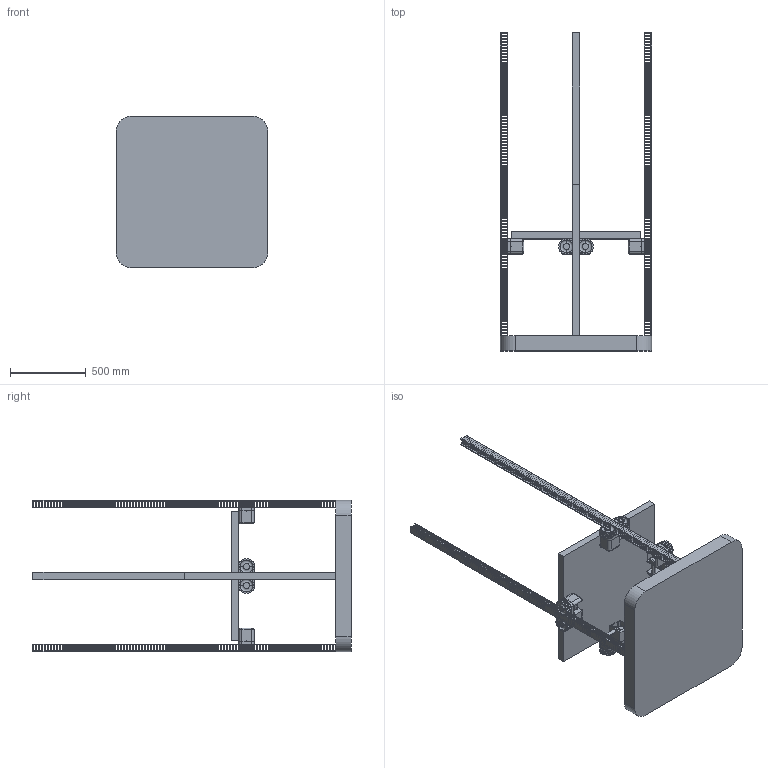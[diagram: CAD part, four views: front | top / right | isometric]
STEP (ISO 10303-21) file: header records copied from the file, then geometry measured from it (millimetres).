
FILE_DESCRIPTION((''),'2;1');
FILE_NAME('RMA_ELEVATOR_ASM','2020-08-16T21:11:26',('Connor Marshall'),(''),'CREO PARAMETRIC BY PTC INC, 2019471','CREO PARAMETRIC BY PTC INC, 2019471','');
FILE_SCHEMA(('CONFIG_CONTROL_DESIGN'));
Length unit declared in the file: millimetre
Products named in the file (19): RAIL_1M; CONTACT_GEAR; GEAR_PLATE; ROD_FIXTURE; SECONDARY_GEAR_A; SECONDARY_GEAR_B; TERTIARY_GEAR_A; TERTIARY_GEAR_B; ROD_FIXTURE_CAP; TOP_PLATE; 3MM_BOLT-NUT; MOTOR; 6MM_BOLT-NUT; ELECTRICAL; 2WAY_RATCHET; NASA_RESTRAINT_ASM; BASE; PLATFORM; RMA_ELEVATOR_ASM
Assembly tree (32 placements, depth 3):
  RMA_ELEVATOR_ASM
    NASA_RESTRAINT_ASM  x4
      RAIL_1M
      CONTACT_GEAR
      GEAR_PLATE
      ROD_FIXTURE
      SECONDARY_GEAR_A
      SECONDARY_GEAR_B
      TERTIARY_GEAR_A
      TERTIARY_GEAR_B
      ROD_FIXTURE_CAP
      TOP_PLATE
      3MM_BOLT-NUT
      MOTOR
      6MM_BOLT-NUT
      ELECTRICAL
      2WAY_RATCHET
    RAIL_1M  x4
    BASE
    PLATFORM
Bounding box: 1000 x 2100 x 1000 mm (x, y, z)
Volume: 150408214.9 mm3; surface area: 8100741.3 mm2
Topology: 94 solids, 94 shells, 7036 faces, 20132 edges, 13368 vertices
Faces by surface type: plane 6096, cylinder 852, torus 56, bspline 16, sphere 16
Entity records: 38510 total; most frequent: CARTESIAN_POINT 7052, ORIENTED_EDGE 6616, DIRECTION 6116, EDGE_CURVE 3308, VECTOR 2912, LINE 2912, VERTEX_POINT 2192, AXIS2_PLACEMENT_3D 1602
